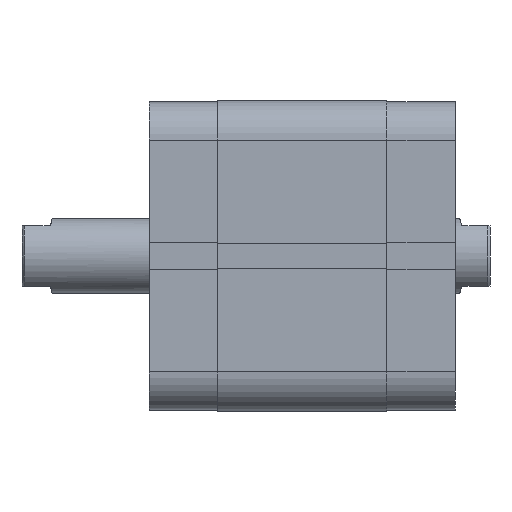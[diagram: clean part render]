
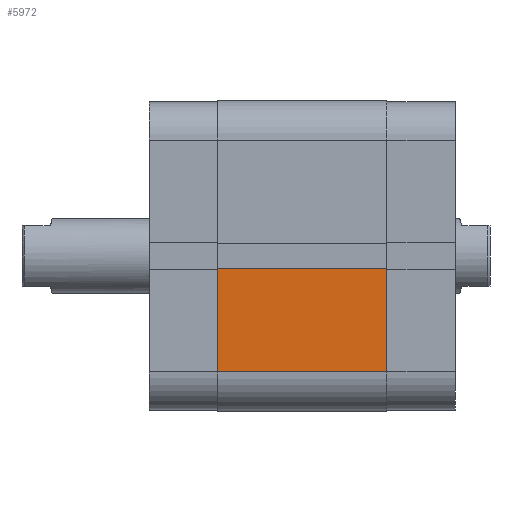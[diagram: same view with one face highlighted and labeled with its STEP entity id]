
A CAD part, front view. The second image highlights one B-rep face of the part: STEP entity #5972.
In plain terms, the highlighted planar face has unit normal (0, -1, 0).
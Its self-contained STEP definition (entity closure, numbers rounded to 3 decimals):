
#372 = ORIENTED_EDGE ( 'NONE', *, *, #6045, .F. ) ;
#378 = ORIENTED_EDGE ( 'NONE', *, *, #6030, .T. ) ;
#405 = ORIENTED_EDGE ( 'NONE', *, *, #6019, .T. ) ;
#409 = ORIENTED_EDGE ( 'NONE', *, *, #6039, .F. ) ;
#769 = EDGE_LOOP ( 'NONE', ( #378, #372, #409, #405 ) ) ;
#1251 = CARTESIAN_POINT ( 'NONE',  ( -25., -33.5, 0. ) ) ;
#1259 = CARTESIAN_POINT ( 'NONE',  ( -2.6, -33.5, 0. ) ) ;
#1284 = CARTESIAN_POINT ( 'NONE',  ( -25., -33.5, 36.5 ) ) ;
#2870 = FACE_OUTER_BOUND ( 'NONE', #769, .T. ) ;
#2949 = LINE ( 'NONE', #6669, #2964 ) ;
#2964 = VECTOR ( 'NONE', #6682, 1000. ) ;
#2965 = LINE ( 'NONE', #6687, #2986 ) ;
#2986 = VECTOR ( 'NONE', #6704, 1000. ) ;
#2987 = LINE ( 'NONE', #6717, #3003 ) ;
#3003 = VECTOR ( 'NONE', #6721, 1000. ) ;
#3015 = LINE ( 'NONE', #6734, #3016 ) ;
#3016 = VECTOR ( 'NONE', #6735, 1000. ) ;
#3220 = VERTEX_POINT ( 'NONE', #3595 ) ;
#3396 = VERTEX_POINT ( 'NONE', #1251 ) ;
#3430 = VERTEX_POINT ( 'NONE', #1284 ) ;
#3518 = VERTEX_POINT ( 'NONE', #1259 ) ;
#3595 = CARTESIAN_POINT ( 'NONE',  ( -2.6, -33.5, 36.5 ) ) ;
#4247 = AXIS2_PLACEMENT_3D ( 'NONE', #6578, #6580, #6581 ) ;
#5972 = ADVANCED_FACE ( 'NONE', ( #2870 ), #6579, .F. ) ;
#6019 = EDGE_CURVE ( 'NONE', #3430, #3396, #2949, .T. ) ;
#6030 = EDGE_CURVE ( 'NONE', #3396, #3518, #2965, .T. ) ;
#6039 = EDGE_CURVE ( 'NONE', #3430, #3220, #2987, .T. ) ;
#6045 = EDGE_CURVE ( 'NONE', #3220, #3518, #3015, .T. ) ;
#6578 = CARTESIAN_POINT ( 'NONE',  ( 0., -33.5, 36.5 ) ) ;
#6579 = PLANE ( 'NONE',  #4247 ) ;
#6580 = DIRECTION ( 'NONE',  ( 0., 1., 0. ) ) ;
#6581 = DIRECTION ( 'NONE',  ( 0., 0., 1. ) ) ;
#6669 = CARTESIAN_POINT ( 'NONE',  ( -25., -33.5, 36.5 ) ) ;
#6682 = DIRECTION ( 'NONE',  ( 0., 0., -1. ) ) ;
#6687 = CARTESIAN_POINT ( 'NONE',  ( 0., -33.5, 0. ) ) ;
#6704 = DIRECTION ( 'NONE',  ( 1., 0., 0. ) ) ;
#6717 = CARTESIAN_POINT ( 'NONE',  ( 0., -33.5, 36.5 ) ) ;
#6721 = DIRECTION ( 'NONE',  ( 1., 0., 0. ) ) ;
#6734 = CARTESIAN_POINT ( 'NONE',  ( -2.6, -33.5, 36.5 ) ) ;
#6735 = DIRECTION ( 'NONE',  ( 0., 0., -1. ) ) ;
